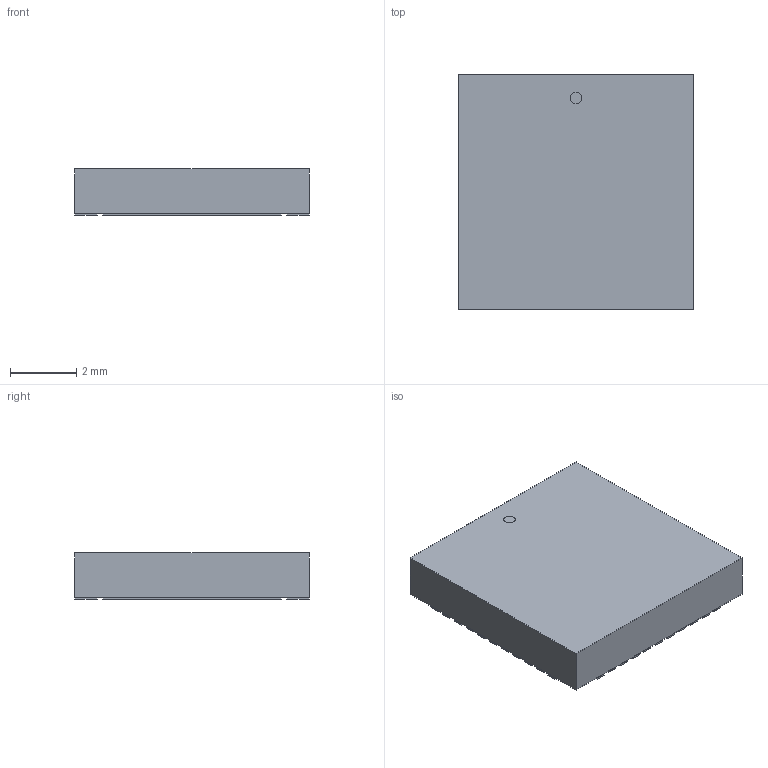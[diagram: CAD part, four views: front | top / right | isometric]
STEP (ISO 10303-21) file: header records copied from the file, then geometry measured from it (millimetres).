
FILE_DESCRIPTION(('FreeCAD Model'),'2;1');
FILE_NAME('44PW.step', '2018-01-27T19:29:20',('Author'),(''), 'Open CASCADE STEP processor 7.1','FreeCAD','Unknown');
FILE_SCHEMA(('AUTOMOTIVE_DESIGN { 1 0 10303 214 1 1 1 1 }'));
Length unit declared in the file: millimetre
Products named in the file (1): part
Bounding box: 7.1 x 7.1 x 1.4 mm (x, y, z)
Volume: 0 mm3; surface area: 221.3 mm2
Topology: 1 solids, 277 shells, 279 faces, 2217 edges, 5542 vertices
Faces by surface type: plane 278, cylinder 1
Full cylindrical faces by diameter (mm): 0.355 x1
Entity records: 24720 total; most frequent: CARTESIAN_POINT 8046, DIRECTION 2780, LINE 2208, VECTOR 2208, GEOMETRIC_CURVE_SET 1111, ORIENTED_EDGE 1110, TRIMMED_CURVE 1110, EDGE_CURVE 1107
